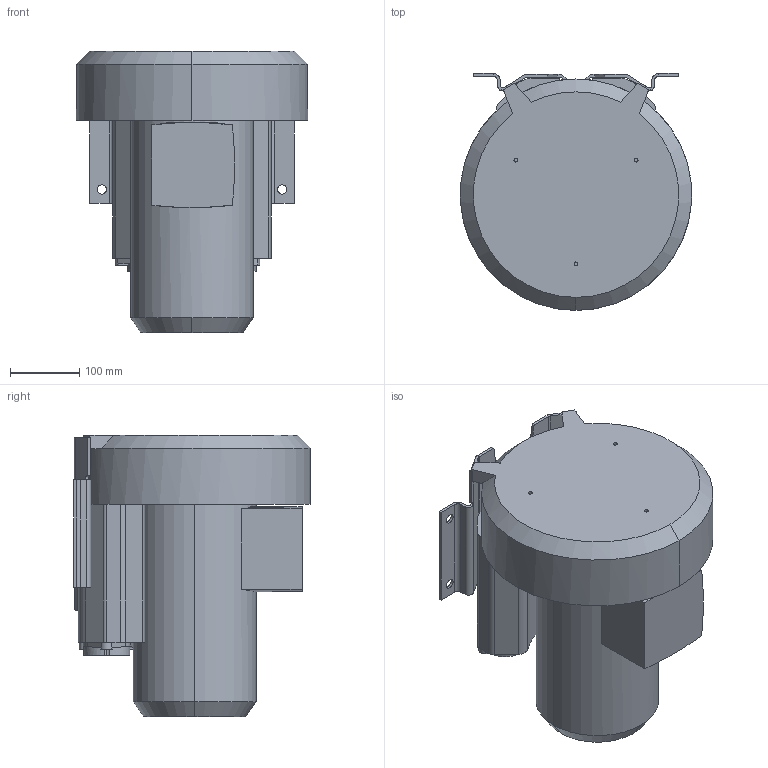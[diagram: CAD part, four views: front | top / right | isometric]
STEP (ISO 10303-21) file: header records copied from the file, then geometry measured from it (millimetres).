
FILE_DESCRIPTION (( 'STEP AP203' ), '1' );
FILE_NAME ('2RB510-1AQ36.STEP', '2025-04-25T01:50:09', ( '' ), ( '' ), 'SwSTEP 2.0', 'SolidWorks 2021', '' );
FILE_SCHEMA (( 'CONFIG_CONTROL_DESIGN' ));
Length unit declared in the file: millimetre
Products named in the file (1): 2RB510-1AQ36
Bounding box: 333.8 x 342 x 406.7 mm (x, y, z)
Volume: 20453262.5 mm3; surface area: 773575.4 mm2
Topology: 3 solids, 3 shells, 263 faces, 718 edges, 472 vertices
Faces by surface type: cylinder 128, plane 127, cone 6, bspline 2
Entity records: 8939 total; most frequent: CARTESIAN_POINT 2082, ORIENTED_EDGE 1436, DIRECTION 1416, EDGE_CURVE 718, AXIS2_PLACEMENT_3D 516, VERTEX_POINT 472, LINE 384, VECTOR 384
